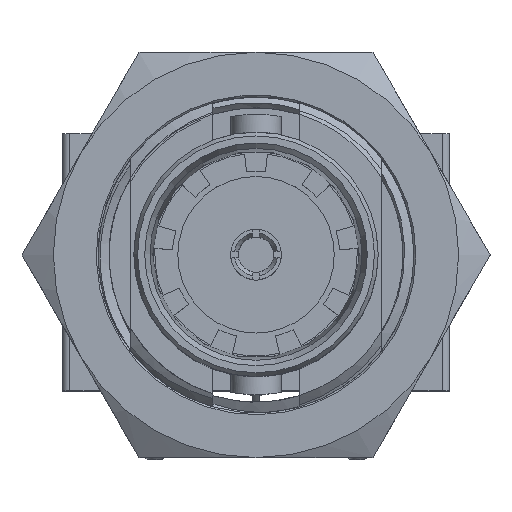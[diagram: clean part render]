
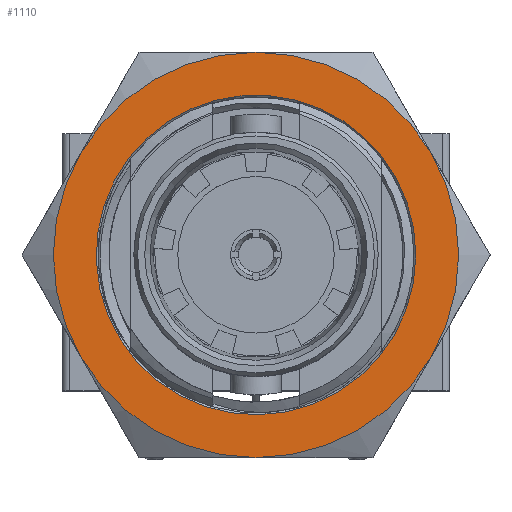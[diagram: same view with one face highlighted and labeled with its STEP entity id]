
A CAD part, top view. The second image highlights one B-rep face of the part: STEP entity #1110.
In plain terms, the highlighted face is planar.
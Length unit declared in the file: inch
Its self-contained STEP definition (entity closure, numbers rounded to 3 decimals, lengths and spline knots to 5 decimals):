
#135 = AXIS2_PLACEMENT_3D ( 'NONE', #1045, #24892, #9896 ) ;
#1045 = CARTESIAN_POINT ( 'NONE',  ( 0.31496, 0.21654, 0. ) ) ;
#1110 = ADVANCED_FACE ( 'NONE', ( #12393, #27011 ), #15670, .T. ) ;
#1633 = CARTESIAN_POINT ( 'NONE',  ( -0.15748, 0.21654, -0.27276 ) ) ;
#2423 = DIRECTION ( 'NONE',  ( 0., -1., 0. ) ) ;
#2819 = DIRECTION ( 'NONE',  ( 0., -1., 0. ) ) ;
#5028 = AXIS2_PLACEMENT_3D ( 'NONE', #26375, #14270, #37705 ) ;
#5725 = ORIENTED_EDGE ( 'NONE', *, *, #23153, .F. ) ;
#6180 = DIRECTION ( 'NONE',  ( 0., 0., -1. ) ) ;
#6249 = ORIENTED_EDGE ( 'NONE', *, *, #20113, .F. ) ;
#6443 = CIRCLE ( 'NONE', #34660, 0.31496 ) ;
#6768 = EDGE_CURVE ( 'NONE', #29209, #10559, #16710, .T. ) ;
#7617 = DIRECTION ( 'NONE',  ( 0., 0., -1. ) ) ;
#7676 = EDGE_CURVE ( 'NONE', #18551, #22059, #6443, .T. ) ;
#9493 = CARTESIAN_POINT ( 'NONE',  ( 0., 0.21654, -0.24839 ) ) ;
#9896 = DIRECTION ( 'NONE',  ( 1., 0., 0. ) ) ;
#10327 = DIRECTION ( 'NONE',  ( 0., 0., -1. ) ) ;
#10431 = CIRCLE ( 'NONE', #27617, 0.31496 ) ;
#10559 = VERTEX_POINT ( 'NONE', #30953 ) ;
#10745 = DIRECTION ( 'NONE',  ( 0., -1., 0. ) ) ;
#10915 = CARTESIAN_POINT ( 'NONE',  ( 0., 0.21654, 0. ) ) ;
#10931 = CIRCLE ( 'NONE', #15235, 0.24839 ) ;
#11114 = CARTESIAN_POINT ( 'NONE',  ( 0., 0.21654, 0. ) ) ;
#11857 = DIRECTION ( 'NONE',  ( 0., 0., -1. ) ) ;
#12056 = VERTEX_POINT ( 'NONE', #27784 ) ;
#12393 = FACE_BOUND ( 'NONE', #31127, .T. ) ;
#14270 = DIRECTION ( 'NONE',  ( 0., -1., 0. ) ) ;
#14551 = AXIS2_PLACEMENT_3D ( 'NONE', #10915, #2423, #16692 ) ;
#15200 = EDGE_CURVE ( 'NONE', #29872, #29872, #10931, .T. ) ;
#15235 = AXIS2_PLACEMENT_3D ( 'NONE', #24750, #16107, #7617 ) ;
#15670 = PLANE ( 'NONE',  #135 ) ;
#16107 = DIRECTION ( 'NONE',  ( 0., -1., 0. ) ) ;
#16472 = CARTESIAN_POINT ( 'NONE',  ( -0.31496, 0.21654, 0. ) ) ;
#16692 = DIRECTION ( 'NONE',  ( 0., 0., -1. ) ) ;
#16710 = CIRCLE ( 'NONE', #5028, 0.31496 ) ;
#16738 = EDGE_CURVE ( 'NONE', #22059, #12056, #34174, .T. ) ;
#17192 = CARTESIAN_POINT ( 'NONE',  ( 0.15748, 0.21654, 0.27276 ) ) ;
#17723 = DIRECTION ( 'NONE',  ( 0., -1., 0. ) ) ;
#18417 = CIRCLE ( 'NONE', #29453, 0.31496 ) ;
#18551 = VERTEX_POINT ( 'NONE', #1633 ) ;
#19038 = ORIENTED_EDGE ( 'NONE', *, *, #15200, .T. ) ;
#19163 = CARTESIAN_POINT ( 'NONE',  ( 0., 0.21654, 0. ) ) ;
#19816 = ORIENTED_EDGE ( 'NONE', *, *, #28284, .F. ) ;
#20113 = EDGE_CURVE ( 'NONE', #12056, #29209, #10431, .T. ) ;
#22054 = DIRECTION ( 'NONE',  ( 0., -1., 0. ) ) ;
#22059 = VERTEX_POINT ( 'NONE', #30802 ) ;
#23153 = EDGE_CURVE ( 'NONE', #24023, #18551, #18417, .T. ) ;
#23271 = ORIENTED_EDGE ( 'NONE', *, *, #6768, .F. ) ;
#23677 = CARTESIAN_POINT ( 'NONE',  ( 0., 0.21654, 0. ) ) ;
#24023 = VERTEX_POINT ( 'NONE', #16472 ) ;
#24750 = CARTESIAN_POINT ( 'NONE',  ( 0., 0.21654, 0. ) ) ;
#24892 = DIRECTION ( 'NONE',  ( 0., 1., 0. ) ) ;
#26201 = CIRCLE ( 'NONE', #14551, 0.31496 ) ;
#26375 = CARTESIAN_POINT ( 'NONE',  ( 0., 0.21654, 0. ) ) ;
#26476 = CARTESIAN_POINT ( 'NONE',  ( 0., 0.21654, 0. ) ) ;
#27011 = FACE_OUTER_BOUND ( 'NONE', #37952, .T. ) ;
#27617 = AXIS2_PLACEMENT_3D ( 'NONE', #19163, #22054, #10327 ) ;
#27784 = CARTESIAN_POINT ( 'NONE',  ( 0.31496, 0.21654, 0. ) ) ;
#28284 = EDGE_CURVE ( 'NONE', #10559, #24023, #26201, .T. ) ;
#29209 = VERTEX_POINT ( 'NONE', #17192 ) ;
#29453 = AXIS2_PLACEMENT_3D ( 'NONE', #23677, #17723, #6180 ) ;
#29872 = VERTEX_POINT ( 'NONE', #9493 ) ;
#30802 = CARTESIAN_POINT ( 'NONE',  ( 0.15748, 0.21654, -0.27276 ) ) ;
#30953 = CARTESIAN_POINT ( 'NONE',  ( -0.15748, 0.21654, 0.27276 ) ) ;
#31127 = EDGE_LOOP ( 'NONE', ( #19038 ) ) ;
#33135 = ORIENTED_EDGE ( 'NONE', *, *, #7676, .F. ) ;
#34174 = CIRCLE ( 'NONE', #36635, 0.31496 ) ;
#34660 = AXIS2_PLACEMENT_3D ( 'NONE', #11114, #10745, #37622 ) ;
#36635 = AXIS2_PLACEMENT_3D ( 'NONE', #26476, #2819, #11857 ) ;
#37126 = ORIENTED_EDGE ( 'NONE', *, *, #16738, .F. ) ;
#37622 = DIRECTION ( 'NONE',  ( 0., 0., -1. ) ) ;
#37705 = DIRECTION ( 'NONE',  ( 0., 0., -1. ) ) ;
#37952 = EDGE_LOOP ( 'NONE', ( #6249, #37126, #33135, #5725, #19816, #23271 ) ) ;
